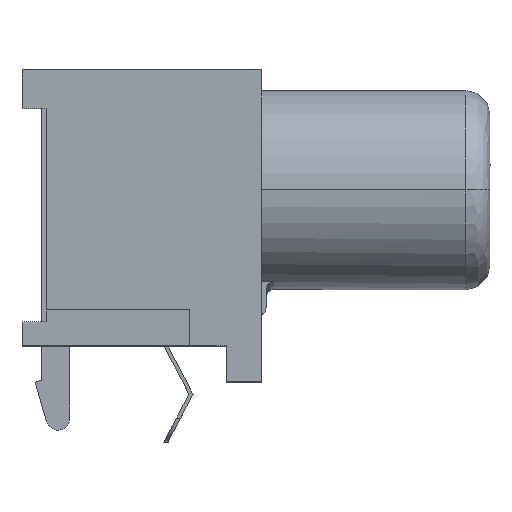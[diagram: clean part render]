
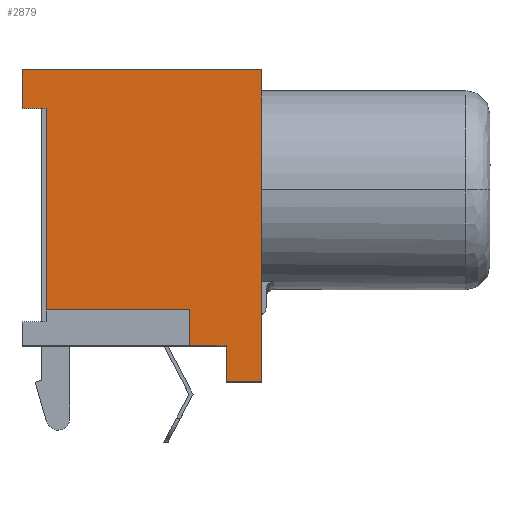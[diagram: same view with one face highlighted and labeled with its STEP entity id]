
A CAD part, top view. The second image highlights one B-rep face of the part: STEP entity #2879.
In plain terms, the highlighted planar face has unit normal (0, 0, 1).
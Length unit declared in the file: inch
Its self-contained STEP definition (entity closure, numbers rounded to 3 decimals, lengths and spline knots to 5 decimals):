
#30 = VECTOR ( 'NONE', #2380, 39.37008 ) ;
#179 = EDGE_CURVE ( 'NONE', #2437, #2089, #2143, .T. ) ;
#233 = VECTOR ( 'NONE', #1765, 39.37008 ) ;
#235 = CARTESIAN_POINT ( 'NONE',  ( 0.27559, -0.25591, 0.19685 ) ) ;
#283 = AXIS2_PLACEMENT_3D ( 'NONE', #1018, #1227, #2769 ) ;
#290 = VECTOR ( 'NONE', #1545, 39.37008 ) ;
#312 = DIRECTION ( 'NONE',  ( -1., 0., 0. ) ) ;
#335 = CARTESIAN_POINT ( 'NONE',  ( 0.3937, -0.19685, 0.19685 ) ) ;
#351 = EDGE_CURVE ( 'NONE', #2657, #1690, #1902, .T. ) ;
#384 = DIRECTION ( 'NONE',  ( 0., -1., 0. ) ) ;
#387 = CARTESIAN_POINT ( 'NONE',  ( 0.03937, 0.19685, 0.19685 ) ) ;
#389 = EDGE_CURVE ( 'NONE', #403, #1596, #2350, .T. ) ;
#403 = VERTEX_POINT ( 'NONE', #1169 ) ;
#433 = CARTESIAN_POINT ( 'NONE',  ( 0., -0.25591, 0.19685 ) ) ;
#487 = LINE ( 'NONE', #387, #1026 ) ;
#538 = ORIENTED_EDGE ( 'NONE', *, *, #351, .T. ) ;
#560 = VECTOR ( 'NONE', #312, 39.37008 ) ;
#586 = ORIENTED_EDGE ( 'NONE', *, *, #2042, .F. ) ;
#601 = CARTESIAN_POINT ( 'NONE',  ( 0.3937, -0.25591, 0.19685 ) ) ;
#605 = DIRECTION ( 'NONE',  ( 0., 1., 0. ) ) ;
#633 = VERTEX_POINT ( 'NONE', #1888 ) ;
#701 = CARTESIAN_POINT ( 'NONE',  ( 0.3937, -0.31496, 0.19685 ) ) ;
#821 = EDGE_LOOP ( 'NONE', ( #1845, #1049, #586, #538, #1505, #2452, #1077, #2871, #2530, #2300 ) ) ;
#951 = CARTESIAN_POINT ( 'NONE',  ( 0.3937, 0.19685, 0.19685 ) ) ;
#978 = LINE ( 'NONE', #951, #2156 ) ;
#987 = VECTOR ( 'NONE', #1565, 39.37008 ) ;
#1018 = CARTESIAN_POINT ( 'NONE',  ( 0.3937, 0.19685, 0.19685 ) ) ;
#1026 = VECTOR ( 'NONE', #605, 39.37008 ) ;
#1049 = ORIENTED_EDGE ( 'NONE', *, *, #1135, .F. ) ;
#1054 = CARTESIAN_POINT ( 'NONE',  ( 0.33465, 0.19685, 0.19685 ) ) ;
#1077 = ORIENTED_EDGE ( 'NONE', *, *, #389, .F. ) ;
#1103 = EDGE_CURVE ( 'NONE', #2544, #1690, #2605, .T. ) ;
#1135 = EDGE_CURVE ( 'NONE', #1542, #633, #2834, .T. ) ;
#1157 = EDGE_CURVE ( 'NONE', #633, #1816, #487, .T. ) ;
#1169 = CARTESIAN_POINT ( 'NONE',  ( 0.3937, 0.19685, 0.19685 ) ) ;
#1227 = DIRECTION ( 'NONE',  ( 0., 0., -1. ) ) ;
#1285 = CARTESIAN_POINT ( 'NONE',  ( 0.33465, -0.31496, 0.19685 ) ) ;
#1298 = DIRECTION ( 'NONE',  ( 1., 0., 0. ) ) ;
#1325 = CARTESIAN_POINT ( 'NONE',  ( 0.03937, 0.13386, 0.19685 ) ) ;
#1326 = CARTESIAN_POINT ( 'NONE',  ( 0.27559, 0.19685, 0.19685 ) ) ;
#1426 = VECTOR ( 'NONE', #384, 39.37008 ) ;
#1505 = ORIENTED_EDGE ( 'NONE', *, *, #1103, .F. ) ;
#1542 = VERTEX_POINT ( 'NONE', #2203 ) ;
#1545 = DIRECTION ( 'NONE',  ( -1., 0., 0. ) ) ;
#1565 = DIRECTION ( 'NONE',  ( 0., 1., 0. ) ) ;
#1581 = LINE ( 'NONE', #1285, #2168 ) ;
#1596 = VERTEX_POINT ( 'NONE', #701 ) ;
#1625 = EDGE_CURVE ( 'NONE', #2437, #403, #978, .T. ) ;
#1633 = VECTOR ( 'NONE', #2011, 39.37008 ) ;
#1651 = EDGE_CURVE ( 'NONE', #1816, #2089, #2087, .T. ) ;
#1687 = PLANE ( 'NONE',  #283 ) ;
#1690 = VERTEX_POINT ( 'NONE', #2008 ) ;
#1732 = DIRECTION ( 'NONE',  ( -1., 0., 0. ) ) ;
#1741 = CARTESIAN_POINT ( 'NONE',  ( 0.3937, -0.25591, 0.19685 ) ) ;
#1765 = DIRECTION ( 'NONE',  ( 0., 1., 0. ) ) ;
#1805 = EDGE_CURVE ( 'NONE', #1596, #2544, #1581, .T. ) ;
#1816 = VERTEX_POINT ( 'NONE', #2121 ) ;
#1825 = CARTESIAN_POINT ( 'NONE',  ( 0., 0.13386, 0.19685 ) ) ;
#1845 = ORIENTED_EDGE ( 'NONE', *, *, #1157, .F. ) ;
#1888 = CARTESIAN_POINT ( 'NONE',  ( 0.03937, -0.19685, 0.19685 ) ) ;
#1902 = LINE ( 'NONE', #1741, #30 ) ;
#2008 = CARTESIAN_POINT ( 'NONE',  ( 0.33465, -0.25591, 0.19685 ) ) ;
#2011 = DIRECTION ( 'NONE',  ( 0., -1., 0. ) ) ;
#2042 = EDGE_CURVE ( 'NONE', #2657, #1542, #2728, .T. ) ;
#2087 = LINE ( 'NONE', #1325, #290 ) ;
#2089 = VERTEX_POINT ( 'NONE', #1825 ) ;
#2121 = CARTESIAN_POINT ( 'NONE',  ( 0.03937, 0.13386, 0.19685 ) ) ;
#2143 = LINE ( 'NONE', #433, #1633 ) ;
#2156 = VECTOR ( 'NONE', #1298, 39.37008 ) ;
#2168 = VECTOR ( 'NONE', #1732, 39.37008 ) ;
#2203 = CARTESIAN_POINT ( 'NONE',  ( 0.27559, -0.19685, 0.19685 ) ) ;
#2205 = CARTESIAN_POINT ( 'NONE',  ( 0.33465, -0.31496, 0.19685 ) ) ;
#2300 = ORIENTED_EDGE ( 'NONE', *, *, #1651, .F. ) ;
#2350 = LINE ( 'NONE', #601, #1426 ) ;
#2353 = CARTESIAN_POINT ( 'NONE',  ( 0., 0.19685, 0.19685 ) ) ;
#2380 = DIRECTION ( 'NONE',  ( 1., 0., 0. ) ) ;
#2437 = VERTEX_POINT ( 'NONE', #2353 ) ;
#2452 = ORIENTED_EDGE ( 'NONE', *, *, #1805, .F. ) ;
#2522 = FACE_OUTER_BOUND ( 'NONE', #821, .T. ) ;
#2530 = ORIENTED_EDGE ( 'NONE', *, *, #179, .T. ) ;
#2544 = VERTEX_POINT ( 'NONE', #2205 ) ;
#2605 = LINE ( 'NONE', #1054, #233 ) ;
#2657 = VERTEX_POINT ( 'NONE', #235 ) ;
#2728 = LINE ( 'NONE', #1326, #987 ) ;
#2769 = DIRECTION ( 'NONE',  ( -1., 0., 0. ) ) ;
#2834 = LINE ( 'NONE', #335, #560 ) ;
#2871 = ORIENTED_EDGE ( 'NONE', *, *, #1625, .F. ) ;
#2879 = ADVANCED_FACE ( 'NONE', ( #2522 ), #1687, .F. ) ;
